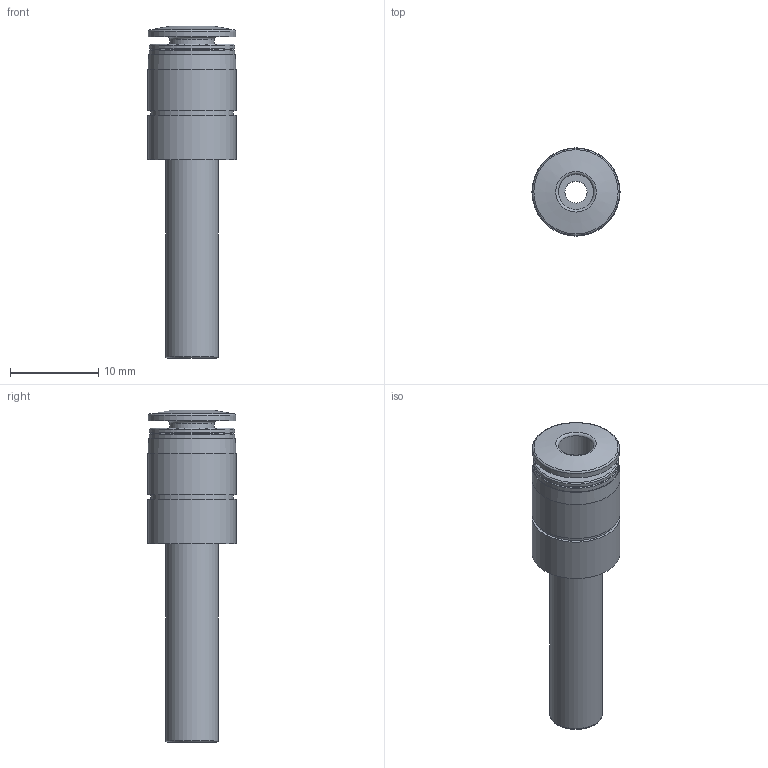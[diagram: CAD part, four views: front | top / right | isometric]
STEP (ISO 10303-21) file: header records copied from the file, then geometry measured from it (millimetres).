
FILE_DESCRIPTION(/* description */ ('STEP AP214'),/* implementation_level */ '2;1');
FILE_NAME(/* name */ '130695_QS-6H-4-100',/* time_stamp */ '2024-09-14T06:30:44+02:00',/* author */ ('License CC BY-ND 4.0'),/* organization */ ('CADENAS'),/* preprocessor_version */ 'ST-DEVELOPER v19.3',/* originating_system */ 'PARTsolutions',/* authorisation */ ' ');
FILE_SCHEMA (('AUTOMOTIVE_DESIGN {1 0 10303 214 3 1 1}'));
Length unit declared in the file: millimetre
Products named in the file (1): 130695 QS-6H-4-100
Bounding box: 10 x 10 x 37.7 mm (x, y, z)
Volume: 1451.4 mm3; surface area: 1508.7 mm2
Topology: 1 solids, 1 shells, 27 faces, 46 edges, 27 vertices
Faces by surface type: cylinder 10, plane 8, cone 5, torus 4
Full cylindrical faces by diameter (mm): 2.5 x1, 4 x1, 5 x1, 6 x1, 9.4 x1, 9.7 x2, 9.9 x1, 10 x2
Entity records: 761 total; most frequent: DIRECTION 110, CARTESIAN_POINT 82, AXIS2_PLACEMENT_3D 55, ORIENTED_EDGE 54, EDGE_LOOP 54, FACE_BOUND 54, EDGE_CURVE 27, VERTEX_POINT 27
